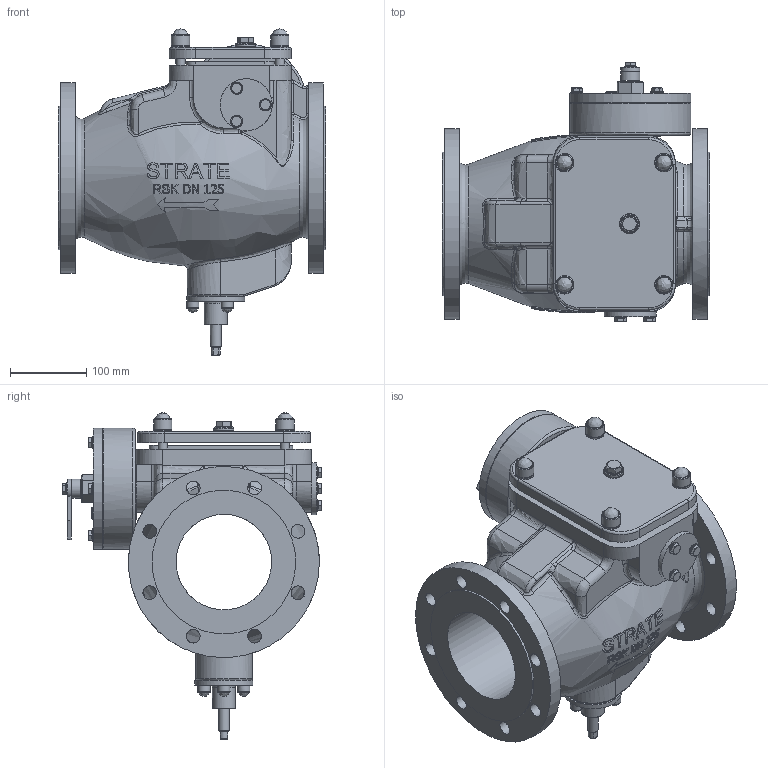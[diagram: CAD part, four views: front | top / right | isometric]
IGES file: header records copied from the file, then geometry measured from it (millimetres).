
Global section: file name: RSK DN 125 FTU; native system: Autodesk Inventor 2018; preprocessor: unknown; author: A.Unrein; date: 20190604.132925; units: millimetre
Bounding box: 350 x 340.3 x 427.5 mm (x, y, z)
Volume: 12004587 mm3; surface area: 783548.4 mm2
Topology: 2 solids, 2 shells, 939 faces, 2425 edges, 1575 vertices
Faces by surface type: bspline 939
